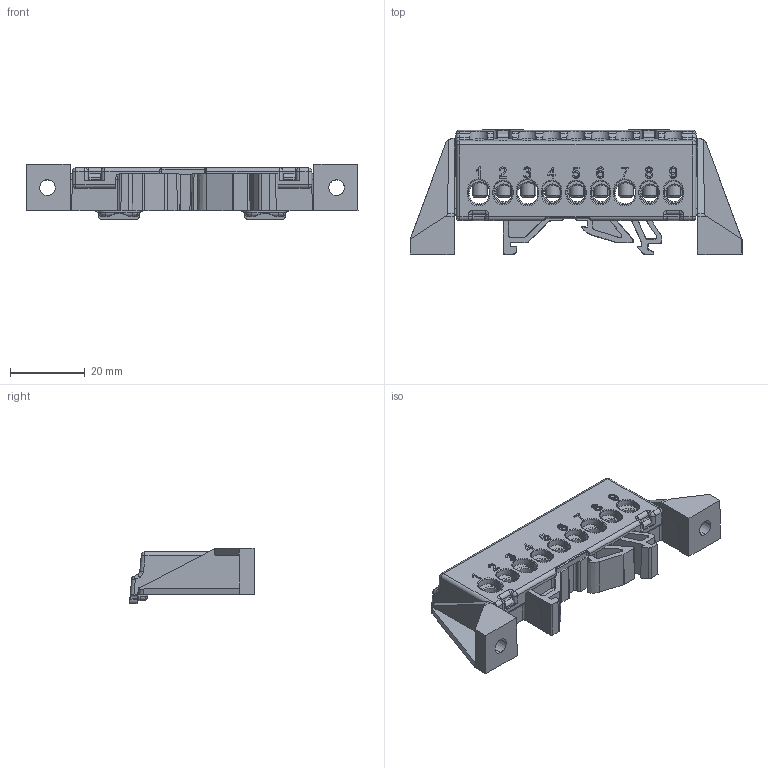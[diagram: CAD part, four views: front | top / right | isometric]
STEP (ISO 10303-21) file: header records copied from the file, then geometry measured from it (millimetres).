
FILE_DESCRIPTION (( 'STEP AP214' ), '1' );
FILE_NAME ('KSN-2-6x9-09.STEP', '2023-11-03T08:03:35', ( '' ), ( '' ), 'SwSTEP 2.0', 'SolidWorks 2022', '' );
FILE_SCHEMA (( 'AUTOMOTIVE_DESIGN' ));
Length unit declared in the file: millimetre
Products named in the file (6): Cover 09_obr; BHBT-3-6x9.09.01; BHBT-3-6x9.09.00; Holder 09-уклон_уклоны; Винт М4х8; KSN-2-6x9-09
Assembly tree (13 placements, depth 3):
  KSN-2-6x9-09
    Holder 09-уклон_уклоны
    Cover 09_obr
    BHBT-3-6x9.09.00
      BHBT-3-6x9.09.01
      Винт М4х8  x9
Bounding box: 88.63 x 33.38 x 14.7 mm (x, y, z)
Volume: 13184.6 mm3; surface area: 17149.7 mm2
Topology: 12 solids, 12 shells, 1239 faces, 3376 edges, 2159 vertices
Faces by surface type: plane 618, cylinder 309, cone 116, bspline 99, torus 85, sphere 12
Entity records: 37517 total; most frequent: CARTESIAN_POINT 12827, ORIENTED_EDGE 5552, DIRECTION 4447, EDGE_CURVE 2776, VERTEX_POINT 1773, LINE 1703, VECTOR 1703, AXIS2_PLACEMENT_3D 1372
